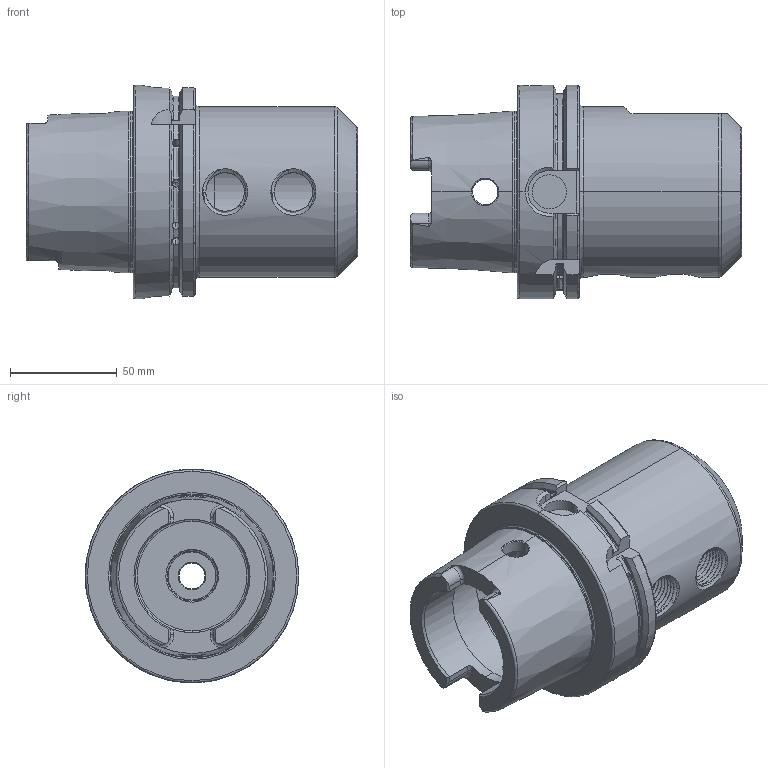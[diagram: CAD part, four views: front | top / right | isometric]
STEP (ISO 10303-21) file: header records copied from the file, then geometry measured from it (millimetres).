
FILE_DESCRIPTION (( 'STEP AP203' ), '1' );
FILE_NAME ('A100.04.40.K.STEP', '2016-10-07T07:45:10', ( '' ), ( '' ), 'SwSTEP 2.0', 'SolidWorks 2012', '' );
FILE_SCHEMA (( 'CONFIG_CONTROL_DESIGN' ));
Length unit declared in the file: millimetre
Products named in the file (1): A100.04.40.K
Bounding box: 155 x 100 x 100 mm (x, y, z)
Volume: 510099.8 mm3; surface area: 82842.5 mm2
Topology: 1 solids, 1 shells, 340 faces, 949 edges, 607 vertices
Faces by surface type: cylinder 144, plane 67, torus 55, bspline 40, cone 34
Entity records: 38029 total; most frequent: CARTESIAN_POINT 30164, ORIENTED_EDGE 1878, DIRECTION 1367, EDGE_CURVE 939, VERTEX_POINT 607, AXIS2_PLACEMENT_3D 556, EDGE_LOOP 356, FACE_OUTER_BOUND 340
